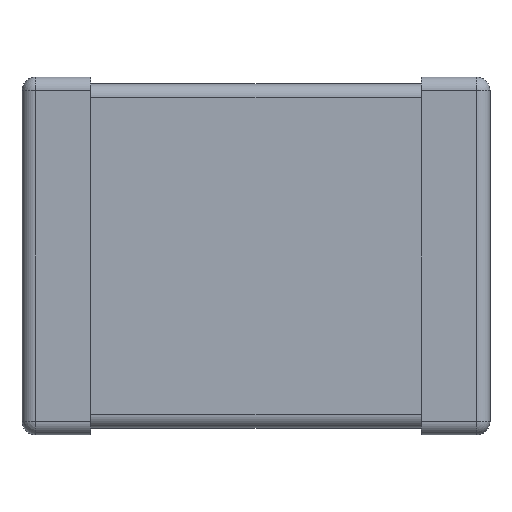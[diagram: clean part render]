
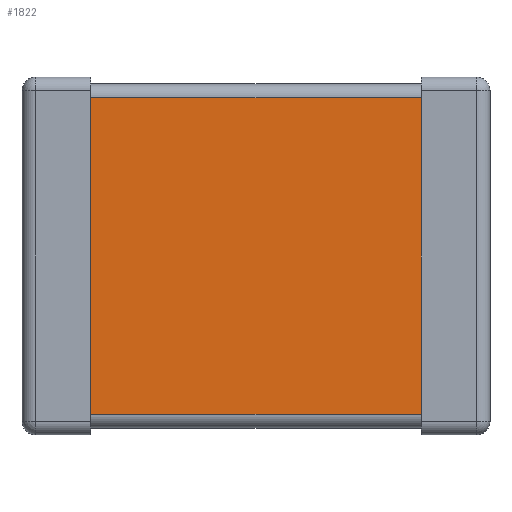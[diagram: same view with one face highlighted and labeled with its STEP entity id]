
A CAD part, front view. The second image highlights one B-rep face of the part: STEP entity #1822.
In plain terms, the highlighted planar face has unit normal (0, -1, 0).
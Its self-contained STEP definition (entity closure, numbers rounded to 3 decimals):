
#185 = PLANE('',#186);
#186 = AXIS2_PLACEMENT_3D('',#187,#188,#189);
#187 = CARTESIAN_POINT('',(0.5,1.5,1.3));
#188 = DIRECTION('',(-1.,0.,0.));
#189 = DIRECTION('',(0.,0.,1.));
#816 = VERTEX_POINT('',#817);
#817 = CARTESIAN_POINT('',(0.5,0.05,-1.15));
#832 = CYLINDRICAL_SURFACE('',#833,0.1);
#833 = AXIS2_PLACEMENT_3D('',#834,#835,#836);
#834 = CARTESIAN_POINT('',(2.9,0.15,-1.15));
#835 = DIRECTION('',(-1.,0.,0.));
#836 = DIRECTION('',(0.,0.,1.));
#866 = EDGE_CURVE('',#816,#867,#869,.T.);
#867 = VERTEX_POINT('',#868);
#868 = CARTESIAN_POINT('',(0.5,0.05,1.15));
#869 = SURFACE_CURVE('',#870,(#874,#881),.PCURVE_S1.);
#870 = LINE('',#871,#872);
#871 = CARTESIAN_POINT('',(0.5,0.05,-1.25));
#872 = VECTOR('',#873,1.);
#873 = DIRECTION('',(0.,0.,1.));
#874 = PCURVE('',#185,#875);
#875 = DEFINITIONAL_REPRESENTATION('',(#876),#880);
#876 = LINE('',#877,#878);
#877 = CARTESIAN_POINT('',(-2.55,-1.45));
#878 = VECTOR('',#879,1.);
#879 = DIRECTION('',(1.,0.));
#880 = ( GEOMETRIC_REPRESENTATION_CONTEXT(2) 
PARAMETRIC_REPRESENTATION_CONTEXT() REPRESENTATION_CONTEXT('2D SPACE',''
  ) );
#881 = PCURVE('',#882,#887);
#882 = PLANE('',#883);
#883 = AXIS2_PLACEMENT_3D('',#884,#885,#886);
#884 = CARTESIAN_POINT('',(0.5,0.05,-1.25));
#885 = DIRECTION('',(0.,1.,0.));
#886 = DIRECTION('',(0.,0.,1.));
#887 = DEFINITIONAL_REPRESENTATION('',(#888),#892);
#888 = LINE('',#889,#890);
#889 = CARTESIAN_POINT('',(0.,0.));
#890 = VECTOR('',#891,1.);
#891 = DIRECTION('',(1.,0.));
#892 = ( GEOMETRIC_REPRESENTATION_CONTEXT(2) 
PARAMETRIC_REPRESENTATION_CONTEXT() REPRESENTATION_CONTEXT('2D SPACE',''
  ) );
#909 = CYLINDRICAL_SURFACE('',#910,0.1);
#910 = AXIS2_PLACEMENT_3D('',#911,#912,#913);
#911 = CARTESIAN_POINT('',(0.5,0.15,1.15));
#912 = DIRECTION('',(1.,0.,0.));
#913 = DIRECTION('',(0.,0.,-1.));
#1494 = PLANE('',#1495);
#1495 = AXIS2_PLACEMENT_3D('',#1496,#1497,#1498);
#1496 = CARTESIAN_POINT('',(2.9,1.5,-1.3));
#1497 = DIRECTION('',(1.,0.,0.));
#1498 = DIRECTION('',(0.,0.,-1.));
#1822 = ADVANCED_FACE('',(#1823),#882,.F.);
#1823 = FACE_BOUND('',#1824,.T.);
#1824 = EDGE_LOOP('',(#1825,#1826,#1871,#1894));
#1825 = ORIENTED_EDGE('',*,*,#866,.F.);
#1826 = ORIENTED_EDGE('',*,*,#1827,.T.);
#1827 = EDGE_CURVE('',#816,#1828,#1830,.T.);
#1828 = VERTEX_POINT('',#1829);
#1829 = CARTESIAN_POINT('',(2.9,0.05,-1.15));
#1830 = SURFACE_CURVE('',#1831,(#1835,#1842),.PCURVE_S1.);
#1831 = LINE('',#1832,#1833);
#1832 = CARTESIAN_POINT('',(0.5,0.05,-1.15));
#1833 = VECTOR('',#1834,1.);
#1834 = DIRECTION('',(1.,0.,0.));
#1835 = PCURVE('',#882,#1836);
#1836 = DEFINITIONAL_REPRESENTATION('',(#1837),#1841);
#1837 = LINE('',#1838,#1839);
#1838 = CARTESIAN_POINT('',(0.1,0.));
#1839 = VECTOR('',#1840,1.);
#1840 = DIRECTION('',(0.,1.));
#1841 = ( GEOMETRIC_REPRESENTATION_CONTEXT(2) 
PARAMETRIC_REPRESENTATION_CONTEXT() REPRESENTATION_CONTEXT('2D SPACE',''
  ) );
#1842 = PCURVE('',#832,#1843);
#1843 = DEFINITIONAL_REPRESENTATION('',(#1844),#1870);
#1844 = B_SPLINE_CURVE_WITH_KNOTS('',3,(#1845,#1846,#1847,#1848,#1849,
    #1850,#1851,#1852,#1853,#1854,#1855,#1856,#1857,#1858,#1859,#1860,
    #1861,#1862,#1863,#1864,#1865,#1866,#1867,#1868,#1869),
  .UNSPECIFIED.,.F.,.F.,(4,1,1,1,1,1,1,1,1,1,1,1,1,1,1,1,1,1,1,1,1,1,4),
  (0.,0.109,0.218,0.327,0.436,
    0.545,0.655,0.764,0.873,
    0.982,1.091,1.2,1.309,1.418,
    1.527,1.636,1.745,1.855,
    1.964,2.073,2.182,2.291,2.4),
  .QUASI_UNIFORM_KNOTS.);
#1845 = CARTESIAN_POINT('',(4.712,2.4));
#1846 = CARTESIAN_POINT('',(4.712,2.364));
#1847 = CARTESIAN_POINT('',(4.712,2.291));
#1848 = CARTESIAN_POINT('',(4.712,2.182));
#1849 = CARTESIAN_POINT('',(4.712,2.073));
#1850 = CARTESIAN_POINT('',(4.712,1.964));
#1851 = CARTESIAN_POINT('',(4.712,1.855));
#1852 = CARTESIAN_POINT('',(4.712,1.745));
#1853 = CARTESIAN_POINT('',(4.712,1.636));
#1854 = CARTESIAN_POINT('',(4.712,1.527));
#1855 = CARTESIAN_POINT('',(4.712,1.418));
#1856 = CARTESIAN_POINT('',(4.712,1.309));
#1857 = CARTESIAN_POINT('',(4.712,1.2));
#1858 = CARTESIAN_POINT('',(4.712,1.091));
#1859 = CARTESIAN_POINT('',(4.712,0.982));
#1860 = CARTESIAN_POINT('',(4.712,0.873));
#1861 = CARTESIAN_POINT('',(4.712,0.764));
#1862 = CARTESIAN_POINT('',(4.712,0.655));
#1863 = CARTESIAN_POINT('',(4.712,0.545));
#1864 = CARTESIAN_POINT('',(4.712,0.436));
#1865 = CARTESIAN_POINT('',(4.712,0.327));
#1866 = CARTESIAN_POINT('',(4.712,0.218));
#1867 = CARTESIAN_POINT('',(4.712,0.109));
#1868 = CARTESIAN_POINT('',(4.712,0.036));
#1869 = CARTESIAN_POINT('',(4.712,0.));
#1870 = ( GEOMETRIC_REPRESENTATION_CONTEXT(2) 
PARAMETRIC_REPRESENTATION_CONTEXT() REPRESENTATION_CONTEXT('2D SPACE',''
  ) );
#1871 = ORIENTED_EDGE('',*,*,#1872,.F.);
#1872 = EDGE_CURVE('',#1873,#1828,#1875,.T.);
#1873 = VERTEX_POINT('',#1874);
#1874 = CARTESIAN_POINT('',(2.9,0.05,1.15));
#1875 = SURFACE_CURVE('',#1876,(#1880,#1887),.PCURVE_S1.);
#1876 = LINE('',#1877,#1878);
#1877 = CARTESIAN_POINT('',(2.9,0.05,1.25));
#1878 = VECTOR('',#1879,1.);
#1879 = DIRECTION('',(0.,0.,-1.));
#1880 = PCURVE('',#882,#1881);
#1881 = DEFINITIONAL_REPRESENTATION('',(#1882),#1886);
#1882 = LINE('',#1883,#1884);
#1883 = CARTESIAN_POINT('',(2.5,2.4));
#1884 = VECTOR('',#1885,1.);
#1885 = DIRECTION('',(-1.,0.));
#1886 = ( GEOMETRIC_REPRESENTATION_CONTEXT(2) 
PARAMETRIC_REPRESENTATION_CONTEXT() REPRESENTATION_CONTEXT('2D SPACE',''
  ) );
#1887 = PCURVE('',#1494,#1888);
#1888 = DEFINITIONAL_REPRESENTATION('',(#1889),#1893);
#1889 = LINE('',#1890,#1891);
#1890 = CARTESIAN_POINT('',(-2.55,-1.45));
#1891 = VECTOR('',#1892,1.);
#1892 = DIRECTION('',(1.,0.));
#1893 = ( GEOMETRIC_REPRESENTATION_CONTEXT(2) 
PARAMETRIC_REPRESENTATION_CONTEXT() REPRESENTATION_CONTEXT('2D SPACE',''
  ) );
#1894 = ORIENTED_EDGE('',*,*,#1895,.T.);
#1895 = EDGE_CURVE('',#1873,#867,#1896,.T.);
#1896 = SURFACE_CURVE('',#1897,(#1901,#1908),.PCURVE_S1.);
#1897 = LINE('',#1898,#1899);
#1898 = CARTESIAN_POINT('',(0.5,0.05,1.15));
#1899 = VECTOR('',#1900,1.);
#1900 = DIRECTION('',(-1.,0.,0.));
#1901 = PCURVE('',#882,#1902);
#1902 = DEFINITIONAL_REPRESENTATION('',(#1903),#1907);
#1903 = LINE('',#1904,#1905);
#1904 = CARTESIAN_POINT('',(2.4,0.));
#1905 = VECTOR('',#1906,1.);
#1906 = DIRECTION('',(0.,-1.));
#1907 = ( GEOMETRIC_REPRESENTATION_CONTEXT(2) 
PARAMETRIC_REPRESENTATION_CONTEXT() REPRESENTATION_CONTEXT('2D SPACE',''
  ) );
#1908 = PCURVE('',#909,#1909);
#1909 = DEFINITIONAL_REPRESENTATION('',(#1910),#1936);
#1910 = B_SPLINE_CURVE_WITH_KNOTS('',3,(#1911,#1912,#1913,#1914,#1915,
    #1916,#1917,#1918,#1919,#1920,#1921,#1922,#1923,#1924,#1925,#1926,
    #1927,#1928,#1929,#1930,#1931,#1932,#1933,#1934,#1935),
  .UNSPECIFIED.,.F.,.F.,(4,1,1,1,1,1,1,1,1,1,1,1,1,1,1,1,1,1,1,1,1,1,4),
  (-2.4,-2.291,-2.182,-2.073,-1.964,
    -1.855,-1.745,-1.636,-1.527,
    -1.418,-1.309,-1.2,-1.091,-0.982
    ,-0.873,-0.764,-0.655,-0.545,
    -0.436,-0.327,-0.218,-0.109,
    0.),.UNSPECIFIED.);
#1911 = CARTESIAN_POINT('',(4.712,2.4));
#1912 = CARTESIAN_POINT('',(4.712,2.364));
#1913 = CARTESIAN_POINT('',(4.712,2.291));
#1914 = CARTESIAN_POINT('',(4.712,2.182));
#1915 = CARTESIAN_POINT('',(4.712,2.073));
#1916 = CARTESIAN_POINT('',(4.712,1.964));
#1917 = CARTESIAN_POINT('',(4.712,1.855));
#1918 = CARTESIAN_POINT('',(4.712,1.745));
#1919 = CARTESIAN_POINT('',(4.712,1.636));
#1920 = CARTESIAN_POINT('',(4.712,1.527));
#1921 = CARTESIAN_POINT('',(4.712,1.418));
#1922 = CARTESIAN_POINT('',(4.712,1.309));
#1923 = CARTESIAN_POINT('',(4.712,1.2));
#1924 = CARTESIAN_POINT('',(4.712,1.091));
#1925 = CARTESIAN_POINT('',(4.712,0.982));
#1926 = CARTESIAN_POINT('',(4.712,0.873));
#1927 = CARTESIAN_POINT('',(4.712,0.764));
#1928 = CARTESIAN_POINT('',(4.712,0.655));
#1929 = CARTESIAN_POINT('',(4.712,0.545));
#1930 = CARTESIAN_POINT('',(4.712,0.436));
#1931 = CARTESIAN_POINT('',(4.712,0.327));
#1932 = CARTESIAN_POINT('',(4.712,0.218));
#1933 = CARTESIAN_POINT('',(4.712,0.109));
#1934 = CARTESIAN_POINT('',(4.712,0.036));
#1935 = CARTESIAN_POINT('',(4.712,0.));
#1936 = ( GEOMETRIC_REPRESENTATION_CONTEXT(2) 
PARAMETRIC_REPRESENTATION_CONTEXT() REPRESENTATION_CONTEXT('2D SPACE',''
  ) );
